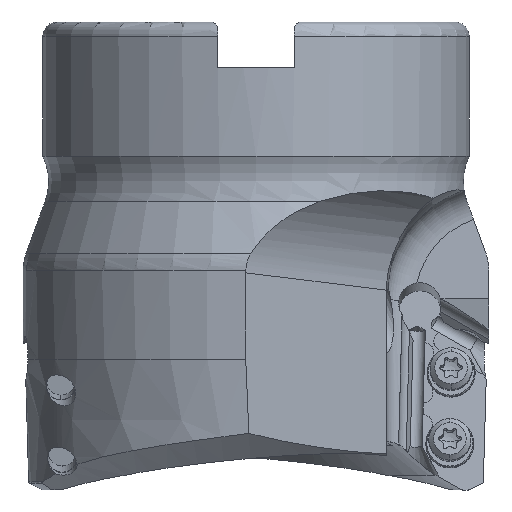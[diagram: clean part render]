
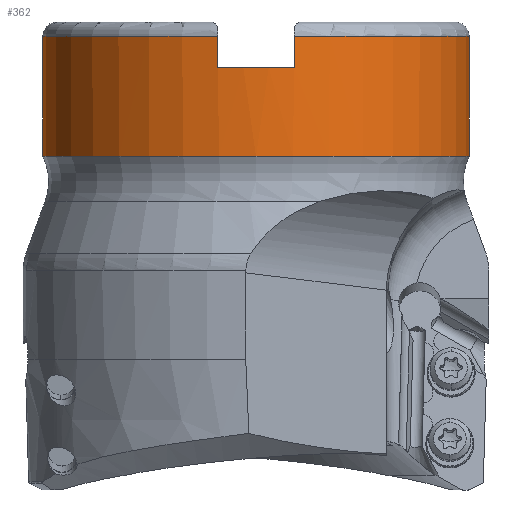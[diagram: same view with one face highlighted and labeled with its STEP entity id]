
A CAD part, front view. The second image highlights one B-rep face of the part: STEP entity #362.
In plain terms, the highlighted cylindrical face has radius 22.225 mm (diameter 44.45 mm), a partial arc.
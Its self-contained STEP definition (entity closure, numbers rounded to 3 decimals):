
#362=ADVANCED_FACE('',(#806),#616,.T.);
#616=CYLINDRICAL_SURFACE('',#6412,22.225);
#806=FACE_OUTER_BOUND('',#1106,.T.);
#1106=EDGE_LOOP('',(#2762,#2763,#2764,#2765,#2766,#2767,#2768,#2769,#2770));
#1404=LINE('',#11113,#1654);
#1405=LINE('',#11117,#1655);
#1406=LINE('',#11118,#1656);
#1407=LINE('',#11124,#1657);
#1654=VECTOR('',#7462,1.);
#1655=VECTOR('',#7465,1.);
#1656=VECTOR('',#7466,1.);
#1657=VECTOR('',#7471,1.);
#2762=ORIENTED_EDGE('',*,*,#5077,.T.);
#2763=ORIENTED_EDGE('',*,*,#5078,.F.);
#2764=ORIENTED_EDGE('',*,*,#5079,.T.);
#2765=ORIENTED_EDGE('',*,*,#5080,.F.);
#2766=ORIENTED_EDGE('',*,*,#5076,.T.);
#2767=ORIENTED_EDGE('',*,*,#5081,.F.);
#2768=ORIENTED_EDGE('',*,*,#5082,.T.);
#2769=ORIENTED_EDGE('',*,*,#5083,.T.);
#2770=ORIENTED_EDGE('',*,*,#5084,.F.);
#4159=VERTEX_POINT('',#9678);
#4160=VERTEX_POINT('',#9680);
#4319=VERTEX_POINT('',#11111);
#4320=VERTEX_POINT('',#11112);
#4321=VERTEX_POINT('',#11114);
#4322=VERTEX_POINT('',#11116);
#4323=VERTEX_POINT('',#11119);
#4324=VERTEX_POINT('',#11121);
#4325=VERTEX_POINT('',#11123);
#5076=EDGE_CURVE('',#4159,#4160,#5790,.T.);
#5077=EDGE_CURVE('',#4319,#4320,#5791,.T.);
#5078=EDGE_CURVE('',#4321,#4320,#1404,.T.);
#5079=EDGE_CURVE('',#4321,#4322,#5792,.T.);
#5080=EDGE_CURVE('',#4159,#4322,#1405,.T.);
#5081=EDGE_CURVE('',#4323,#4160,#1406,.T.);
#5082=EDGE_CURVE('',#4323,#4324,#5793,.T.);
#5083=EDGE_CURVE('',#4324,#4325,#5794,.T.);
#5084=EDGE_CURVE('',#4319,#4325,#1407,.T.);
#5790=CIRCLE('',#6406,22.225);
#5791=CIRCLE('',#6408,22.225);
#5792=CIRCLE('',#6409,22.225);
#5793=CIRCLE('',#6410,22.225);
#5794=CIRCLE('',#6411,22.225);
#6406=AXIS2_PLACEMENT_3D('',#11108,#7456,#7457);
#6408=AXIS2_PLACEMENT_3D('',#11110,#7460,#7461);
#6409=AXIS2_PLACEMENT_3D('',#11115,#7463,#7464);
#6410=AXIS2_PLACEMENT_3D('',#11120,#7467,#7468);
#6411=AXIS2_PLACEMENT_3D('',#11122,#7469,#7470);
#6412=AXIS2_PLACEMENT_3D('',#11125,#7472,#7473);
#7456=DIRECTION('',(0.,0.,1.));
#7457=DIRECTION('',(-1.,0.,0.));
#7460=DIRECTION('',(0.,0.,-1.));
#7461=DIRECTION('',(0.179,-0.984,0.));
#7462=DIRECTION('',(0.,0.,-1.));
#7463=DIRECTION('',(0.,0.,-1.));
#7464=DIRECTION('',(-0.179,-0.984,0.));
#7465=DIRECTION('',(0.,0.,1.));
#7466=DIRECTION('',(0.,0.,-1.));
#7467=DIRECTION('',(0.,0.,-1.));
#7468=DIRECTION('',(1.,0.,0.));
#7469=DIRECTION('',(0.,0.,-1.));
#7470=DIRECTION('',(1.,-0.001,0.));
#7471=DIRECTION('',(0.,0.,1.));
#7472=DIRECTION('',(0.,0.,-1.));
#7473=DIRECTION('',(1.,0.,0.));
#9678=CARTESIAN_POINT('',(-22.225,0.,-14.));
#9680=CARTESIAN_POINT('',(22.225,0.,-14.));
#11108=CARTESIAN_POINT('',(0.,0.,-14.));
#11110=CARTESIAN_POINT('',(0.,0.,-4.76));
#11111=CARTESIAN_POINT('',(3.97,-21.868,-4.76));
#11112=CARTESIAN_POINT('',(-3.97,-21.868,-4.76));
#11113=CARTESIAN_POINT('',(-3.97,-21.868,-1.5));
#11114=CARTESIAN_POINT('',(-3.97,-21.868,-1.5));
#11115=CARTESIAN_POINT('',(0.,0.,-1.5));
#11116=CARTESIAN_POINT('',(-22.225,0.,-1.5));
#11117=CARTESIAN_POINT('',(-22.225,0.,-14.));
#11118=CARTESIAN_POINT('',(22.225,0.,-1.5));
#11119=CARTESIAN_POINT('',(22.225,0.,-1.5));
#11120=CARTESIAN_POINT('',(0.,0.,-1.5));
#11121=CARTESIAN_POINT('',(22.225,-0.022,-1.5));
#11122=CARTESIAN_POINT('',(0.,0.,-1.5));
#11123=CARTESIAN_POINT('',(3.97,-21.868,-1.5));
#11124=CARTESIAN_POINT('',(3.97,-21.868,-4.76));
#11125=CARTESIAN_POINT('',(0.,0.,-1.25));
